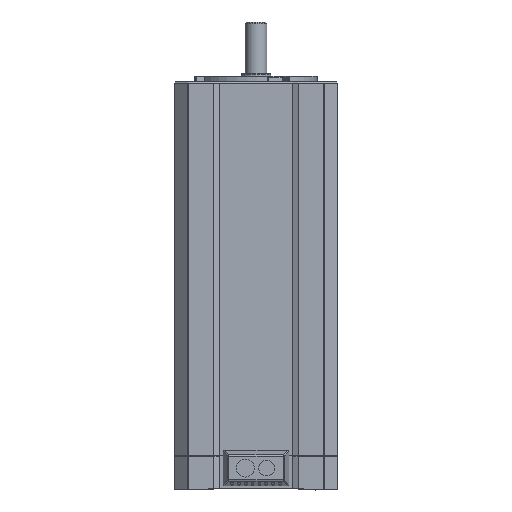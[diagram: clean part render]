
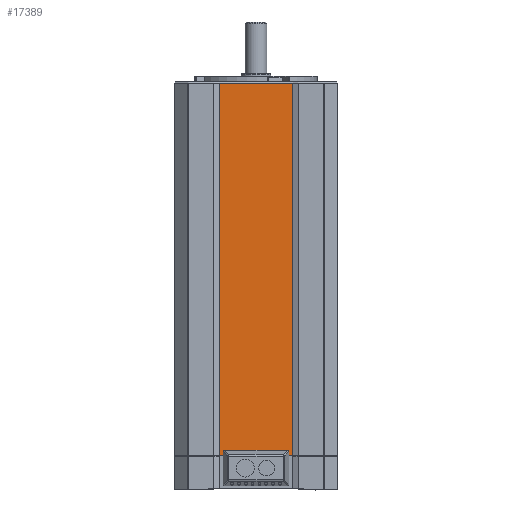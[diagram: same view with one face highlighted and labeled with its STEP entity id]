
A CAD part, front view. The second image highlights one B-rep face of the part: STEP entity #17389.
In plain terms, the highlighted face is planar.
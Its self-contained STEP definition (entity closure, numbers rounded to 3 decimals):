
#962 = LINE ( 'NONE', #5308, #12505 ) ;
#2037 = EDGE_CURVE ( 'NONE', #16083, #4711, #27157, .T. ) ;
#2198 = LINE ( 'NONE', #29535, #18092 ) ;
#2553 = LINE ( 'NONE', #11718, #11733 ) ;
#4103 = CARTESIAN_POINT ( 'NONE',  ( 29.5, 13.5, 0.541 ) ) ;
#4324 = DIRECTION ( 'NONE',  ( 0., -1., 0. ) ) ;
#4711 = VERTEX_POINT ( 'NONE', #19070 ) ;
#4803 = EDGE_CURVE ( 'NONE', #16083, #11639, #2198, .T. ) ;
#5308 = CARTESIAN_POINT ( 'NONE',  ( 29.5, 11.086, 137.4 ) ) ;
#6579 = CARTESIAN_POINT ( 'NONE',  ( 29.5, 11.086, 0.541 ) ) ;
#7825 = CARTESIAN_POINT ( 'NONE',  ( 29.5, -13.5, 137.4 ) ) ;
#7905 = CARTESIAN_POINT ( 'NONE',  ( 29.5, 11.086, -4.5 ) ) ;
#8303 = ORIENTED_EDGE ( 'NONE', *, *, #2037, .F. ) ;
#9748 = EDGE_LOOP ( 'NONE', ( #27835, #28159, #8303, #16639 ) ) ;
#9826 = DIRECTION ( 'NONE',  ( 0., 1., 0. ) ) ;
#10464 = FACE_OUTER_BOUND ( 'NONE', #9748, .T. ) ;
#11639 = VERTEX_POINT ( 'NONE', #23460 ) ;
#11718 = CARTESIAN_POINT ( 'NONE',  ( 29.5, -13.5, -4.5 ) ) ;
#11733 = VECTOR ( 'NONE', #27933, 1000. ) ;
#12505 = VECTOR ( 'NONE', #9826, 1000. ) ;
#12724 = DIRECTION ( 'NONE',  ( 0., -1., 0. ) ) ;
#12876 = DIRECTION ( 'NONE',  ( -1., 0., 0. ) ) ;
#13627 = DIRECTION ( 'NONE',  ( 0., 0., 1. ) ) ;
#14906 = EDGE_CURVE ( 'NONE', #21795, #11639, #962, .T. ) ;
#16083 = VERTEX_POINT ( 'NONE', #4103 ) ;
#16639 = ORIENTED_EDGE ( 'NONE', *, *, #4803, .T. ) ;
#17389 = ADVANCED_FACE ( 'NONE', ( #10464 ), #22584, .F. ) ;
#17412 = AXIS2_PLACEMENT_3D ( 'NONE', #7905, #12876, #12724 ) ;
#18092 = VECTOR ( 'NONE', #13627, 1000. ) ;
#19070 = CARTESIAN_POINT ( 'NONE',  ( 29.5, -13.5, 0.541 ) ) ;
#21617 = VECTOR ( 'NONE', #4324, 1000. ) ;
#21795 = VERTEX_POINT ( 'NONE', #7825 ) ;
#22584 = PLANE ( 'NONE',  #17412 ) ;
#23460 = CARTESIAN_POINT ( 'NONE',  ( 29.5, 13.5, 137.4 ) ) ;
#27157 = LINE ( 'NONE', #6579, #21617 ) ;
#27835 = ORIENTED_EDGE ( 'NONE', *, *, #14906, .F. ) ;
#27933 = DIRECTION ( 'NONE',  ( 0., 0., 1. ) ) ;
#28159 = ORIENTED_EDGE ( 'NONE', *, *, #29235, .F. ) ;
#29235 = EDGE_CURVE ( 'NONE', #4711, #21795, #2553, .T. ) ;
#29535 = CARTESIAN_POINT ( 'NONE',  ( 29.5, 13.5, -2. ) ) ;
